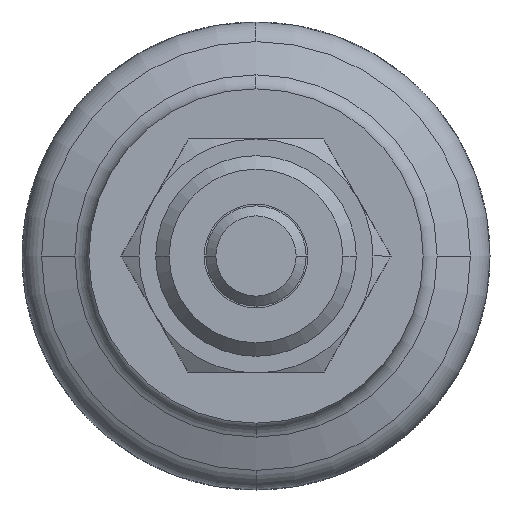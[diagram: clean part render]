
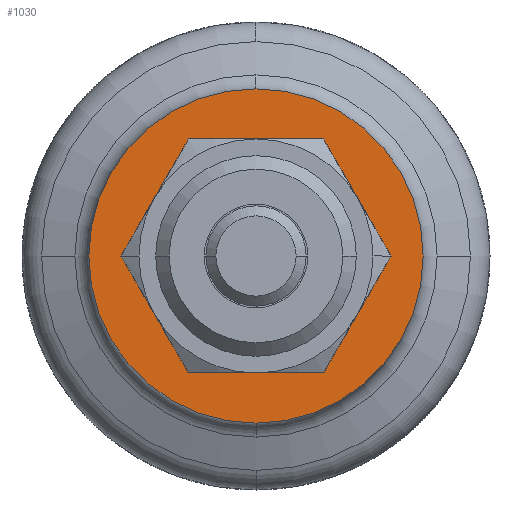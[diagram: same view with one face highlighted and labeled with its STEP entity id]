
A CAD part, front view. The second image highlights one B-rep face of the part: STEP entity #1030.
In plain terms, the highlighted planar face has unit normal (0, -1, 0).
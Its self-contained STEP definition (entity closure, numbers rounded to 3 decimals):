
#1030=ADVANCED_FACE('',(#2089,#2090),#2091,.T.);
#2089=FACE_BOUND('',#3184,.T.);
#2090=FACE_OUTER_BOUND('',#3185,.T.);
#2091=PLANE('',#3186);
#3184=EDGE_LOOP('',(#6470,#6471,#6472,#6473,#6474,#6475));
#3185=EDGE_LOOP('',(#6476,#6477));
#3186=AXIS2_PLACEMENT_3D('',#6478,#6479,#6480);
#6470=ORIENTED_EDGE('',*,*,#8068,.T.);
#6471=ORIENTED_EDGE('',*,*,#8076,.T.);
#6472=ORIENTED_EDGE('',*,*,#8072,.T.);
#6473=ORIENTED_EDGE('',*,*,#8055,.T.);
#6474=ORIENTED_EDGE('',*,*,#8060,.T.);
#6475=ORIENTED_EDGE('',*,*,#8064,.T.);
#6476=ORIENTED_EDGE('',*,*,#6829,.F.);
#6477=ORIENTED_EDGE('',*,*,#8082,.F.);
#6478=CARTESIAN_POINT('',(5.0,0.0,0.0));
#6479=DIRECTION('',(-0.0,-1.0,-0.0));
#6480=DIRECTION('',(-1.0,0.0,0.0));
#6829=EDGE_CURVE('',#8233,#8236,#8237,.T.);
#8055=EDGE_CURVE('',#10072,#10073,#10074,.T.);
#8060=EDGE_CURVE('',#10073,#10081,#10082,.T.);
#8064=EDGE_CURVE('',#10081,#10087,#10088,.T.);
#8068=EDGE_CURVE('',#10087,#10093,#10094,.T.);
#8072=EDGE_CURVE('',#10099,#10072,#10100,.T.);
#8076=EDGE_CURVE('',#10093,#10099,#10105,.T.);
#8082=EDGE_CURVE('',#8236,#8233,#10111,.T.);
#8233=VERTEX_POINT('',#10306);
#8236=VERTEX_POINT('',#10310);
#8237=CIRCLE('',#10311,10.0);
#10072=VERTEX_POINT('',#12653);
#10073=VERTEX_POINT('',#12654);
#10074=LINE('',#12655,#12656);
#10081=VERTEX_POINT('',#12666);
#10082=LINE('',#12667,#12668);
#10087=VERTEX_POINT('',#12675);
#10088=LINE('',#12676,#12677);
#10093=VERTEX_POINT('',#12684);
#10094=LINE('',#12685,#12686);
#10099=VERTEX_POINT('',#12693);
#10100=LINE('',#12694,#12695);
#10105=LINE('',#12702,#12703);
#10111=CIRCLE('',#12710,10.0);
#10306=CARTESIAN_POINT('',(10.0,0.0,0.0));
#10310=CARTESIAN_POINT('',(-10.0,0.0,0.));
#10311=AXIS2_PLACEMENT_3D('',#13198,#13199,#13200);
#12653=CARTESIAN_POINT('',(-4.041,0.0,-7.0));
#12654=CARTESIAN_POINT('',(-8.083,0.0,0.));
#12655=CARTESIAN_POINT('',(-5.437,0.0,-4.583));
#12656=VECTOR('',#14938,1.0);
#12666=CARTESIAN_POINT('',(-4.041,0.0,7.0));
#12667=CARTESIAN_POINT('',(-5.437,0.0,4.583));
#12668=VECTOR('',#14942,1.0);
#12675=CARTESIAN_POINT('',(4.041,0.0,7.0));
#12676=CARTESIAN_POINT('',(2.5,0.0,7.0));
#12677=VECTOR('',#14945,1.0);
#12684=CARTESIAN_POINT('',(8.083,0.0,0.));
#12685=CARTESIAN_POINT('',(6.687,0.0,2.417));
#12686=VECTOR('',#14948,1.0);
#12693=CARTESIAN_POINT('',(4.041,0.0,-7.0));
#12694=CARTESIAN_POINT('',(2.5,0.0,-7.0));
#12695=VECTOR('',#14951,1.0);
#12702=CARTESIAN_POINT('',(6.687,0.0,-2.417));
#12703=VECTOR('',#14954,1.0);
#12710=AXIS2_PLACEMENT_3D('',#14959,#14960,#14961);
#13198=CARTESIAN_POINT('',(0.0,0.0,0.0));
#13199=DIRECTION('',(-0.0,1.0,0.0));
#13200=DIRECTION('',(1.0,0.0,0.0));
#14938=DIRECTION('',(-0.5,0.0,0.866));
#14942=DIRECTION('',(0.5,-0.0,0.866));
#14945=DIRECTION('',(1.0,-0.0,0.));
#14948=DIRECTION('',(0.5,0.0,-0.866));
#14951=DIRECTION('',(-1.0,0.0,0.0));
#14954=DIRECTION('',(-0.5,0.0,-0.866));
#14959=CARTESIAN_POINT('',(0.0,0.0,0.0));
#14960=DIRECTION('',(-0.0,1.0,0.0));
#14961=DIRECTION('',(1.0,0.0,0.0));
